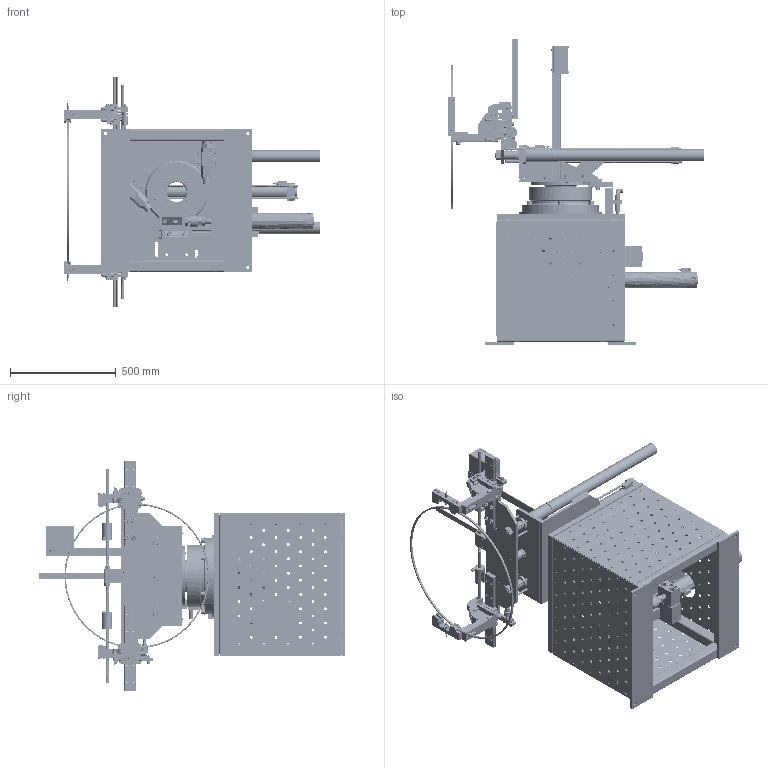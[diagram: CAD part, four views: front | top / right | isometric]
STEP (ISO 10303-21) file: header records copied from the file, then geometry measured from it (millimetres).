
FILE_DESCRIPTION(('FreeCAD Model'),'2;1');
FILE_NAME('Open CASCADE Shape Model','2025-05-04T03:58:50',('FreeCAD'),( 'FreeCAD'),'Open CASCADE STEP processor 7.6','FreeCAD','Unknown');
FILE_SCHEMA(('AUTOMOTIVE_DESIGN { 1 0 10303 214 1 1 1 1 }'));
Products named in the file (1): Open CASCADE STEP translator 7.6 1
Bounding box: 1205.7 x 1443.87 x 1089.97 mm (x, y, z)
Volume: 61718901.1 mm3; surface area: 13735141.1 mm2
Topology: 341 solids, 348 shells, 9528 faces, 23073 edges, 14405 vertices
Faces by surface type: bspline 9528
Entity records: 304105 total; most frequent: CARTESIAN_POINT 171093, ORIENTED_EDGE 45420, EDGE_CURVE 22729, VERTEX_POINT 14401, B_SPLINE_CURVE_WITH_KNOTS 12850, FACE_BOUND 11544, EDGE_LOOP 11544, ADVANCED_FACE 9528
